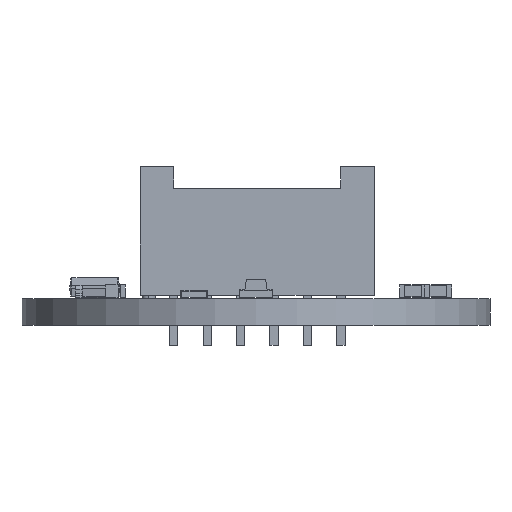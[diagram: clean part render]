
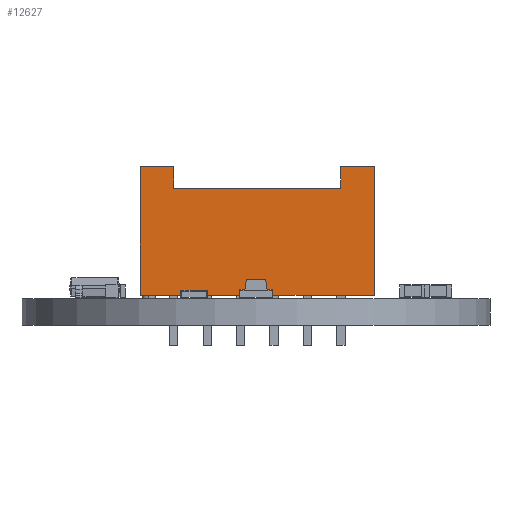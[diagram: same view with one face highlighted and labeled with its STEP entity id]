
A CAD part, front view. The second image highlights one B-rep face of the part: STEP entity #12627.
In plain terms, the highlighted face is planar.
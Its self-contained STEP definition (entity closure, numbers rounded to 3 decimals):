
#10033 = PLANE('',#10034);
#10034 = AXIS2_PLACEMENT_3D('',#10035,#10036,#10037);
#10035 = CARTESIAN_POINT('',(-7.,3.85,3.1));
#10036 = DIRECTION('',(0.,-1.,0.));
#10037 = DIRECTION('',(0.,0.,-1.));
#10116 = PLANE('',#10117);
#10117 = AXIS2_PLACEMENT_3D('',#10118,#10119,#10120);
#10118 = CARTESIAN_POINT('',(5.,2.55,-2.2));
#10119 = DIRECTION('',(1.,0.,0.));
#10120 = DIRECTION('',(0.,0.,-1.));
#10190 = PLANE('',#10191);
#10191 = AXIS2_PLACEMENT_3D('',#10192,#10193,#10194);
#10192 = CARTESIAN_POINT('',(-7.,3.85,3.1));
#10193 = DIRECTION('',(0.,-1.,0.));
#10194 = DIRECTION('',(0.,0.,-1.));
#10218 = PLANE('',#10219);
#10219 = AXIS2_PLACEMENT_3D('',#10220,#10221,#10222);
#10220 = CARTESIAN_POINT('',(-5.,2.55,-2.2));
#10221 = DIRECTION('',(-1.,0.,0.));
#10222 = DIRECTION('',(0.,0.,1.));
#10244 = PLANE('',#10245);
#10245 = AXIS2_PLACEMENT_3D('',#10246,#10247,#10248);
#10246 = CARTESIAN_POINT('',(-5.,2.55,-2.2));
#10247 = DIRECTION('',(0.,1.,0.));
#10248 = DIRECTION('',(0.,-0.,1.));
#11383 = PLANE('',#11384);
#11384 = AXIS2_PLACEMENT_3D('',#11385,#11386,#11387);
#11385 = CARTESIAN_POINT('',(7.,-3.85,3.1));
#11386 = DIRECTION('',(-1.,0.,0.));
#11387 = DIRECTION('',(0.,0.,1.));
#11551 = PLANE('',#11552);
#11552 = AXIS2_PLACEMENT_3D('',#11553,#11554,#11555);
#11553 = CARTESIAN_POINT('',(-7.,-3.85,3.1));
#11554 = DIRECTION('',(1.,0.,0.));
#11555 = DIRECTION('',(0.,0.,-1.));
#11638 = VERTEX_POINT('',#11639);
#11639 = CARTESIAN_POINT('',(7.,3.85,-2.2));
#11664 = VERTEX_POINT('',#11665);
#11665 = CARTESIAN_POINT('',(5.,3.85,-2.2));
#11686 = EDGE_CURVE('',#11638,#11664,#11687,.T.);
#11687 = SURFACE_CURVE('',#11688,(#11692,#11699),.PCURVE_S1.);
#11688 = LINE('',#11689,#11690);
#11689 = CARTESIAN_POINT('',(6.,3.85,-2.2));
#11690 = VECTOR('',#11691,1.);
#11691 = DIRECTION('',(-1.,0.,0.));
#11692 = PCURVE('',#10033,#11693);
#11693 = DEFINITIONAL_REPRESENTATION('',(#11694),#11698);
#11694 = LINE('',#11695,#11696);
#11695 = CARTESIAN_POINT('',(5.3,13.));
#11696 = VECTOR('',#11697,1.);
#11697 = DIRECTION('',(0.,-1.));
#11698 = ( GEOMETRIC_REPRESENTATION_CONTEXT(2) 
PARAMETRIC_REPRESENTATION_CONTEXT() REPRESENTATION_CONTEXT('2D SPACE',''
  ) );
#11699 = PCURVE('',#11700,#11705);
#11700 = PLANE('',#11701);
#11701 = AXIS2_PLACEMENT_3D('',#11702,#11703,#11704);
#11702 = CARTESIAN_POINT('',(-7.,3.85,-2.2));
#11703 = DIRECTION('',(0.,0.,-1.));
#11704 = DIRECTION('',(-1.,0.,0.));
#11705 = DEFINITIONAL_REPRESENTATION('',(#11706),#11710);
#11706 = LINE('',#11707,#11708);
#11707 = CARTESIAN_POINT('',(-13.,0.));
#11708 = VECTOR('',#11709,1.);
#11709 = DIRECTION('',(1.,0.));
#11710 = ( GEOMETRIC_REPRESENTATION_CONTEXT(2) 
PARAMETRIC_REPRESENTATION_CONTEXT() REPRESENTATION_CONTEXT('2D SPACE',''
  ) );
#11716 = VERTEX_POINT('',#11717);
#11717 = CARTESIAN_POINT('',(-5.,2.55,-2.2));
#11740 = VERTEX_POINT('',#11741);
#11741 = CARTESIAN_POINT('',(5.,2.55,-2.2));
#11762 = EDGE_CURVE('',#11740,#11716,#11763,.T.);
#11763 = SURFACE_CURVE('',#11764,(#11768,#11775),.PCURVE_S1.);
#11764 = LINE('',#11765,#11766);
#11765 = CARTESIAN_POINT('',(0.,2.55,-2.2));
#11766 = VECTOR('',#11767,1.);
#11767 = DIRECTION('',(-1.,0.,0.));
#11768 = PCURVE('',#10244,#11769);
#11769 = DEFINITIONAL_REPRESENTATION('',(#11770),#11774);
#11770 = LINE('',#11771,#11772);
#11771 = CARTESIAN_POINT('',(0.,5.));
#11772 = VECTOR('',#11773,1.);
#11773 = DIRECTION('',(0.,-1.));
#11774 = ( GEOMETRIC_REPRESENTATION_CONTEXT(2) 
PARAMETRIC_REPRESENTATION_CONTEXT() REPRESENTATION_CONTEXT('2D SPACE',''
  ) );
#11775 = PCURVE('',#11700,#11776);
#11776 = DEFINITIONAL_REPRESENTATION('',(#11777),#11781);
#11777 = LINE('',#11778,#11779);
#11778 = CARTESIAN_POINT('',(-7.,-1.3));
#11779 = VECTOR('',#11780,1.);
#11780 = DIRECTION('',(1.,0.));
#11781 = ( GEOMETRIC_REPRESENTATION_CONTEXT(2) 
PARAMETRIC_REPRESENTATION_CONTEXT() REPRESENTATION_CONTEXT('2D SPACE',''
  ) );
#11786 = EDGE_CURVE('',#11716,#11787,#11789,.T.);
#11787 = VERTEX_POINT('',#11788);
#11788 = CARTESIAN_POINT('',(-5.,3.85,-2.2));
#11789 = SURFACE_CURVE('',#11790,(#11794,#11801),.PCURVE_S1.);
#11790 = LINE('',#11791,#11792);
#11791 = CARTESIAN_POINT('',(-5.,3.2,-2.2));
#11792 = VECTOR('',#11793,1.);
#11793 = DIRECTION('',(0.,1.,0.));
#11794 = PCURVE('',#10218,#11795);
#11795 = DEFINITIONAL_REPRESENTATION('',(#11796),#11800);
#11796 = LINE('',#11797,#11798);
#11797 = CARTESIAN_POINT('',(0.,0.65));
#11798 = VECTOR('',#11799,1.);
#11799 = DIRECTION('',(0.,1.));
#11800 = ( GEOMETRIC_REPRESENTATION_CONTEXT(2) 
PARAMETRIC_REPRESENTATION_CONTEXT() REPRESENTATION_CONTEXT('2D SPACE',''
  ) );
#11801 = PCURVE('',#11700,#11802);
#11802 = DEFINITIONAL_REPRESENTATION('',(#11803),#11807);
#11803 = LINE('',#11804,#11805);
#11804 = CARTESIAN_POINT('',(-2.,-0.65));
#11805 = VECTOR('',#11806,1.);
#11806 = DIRECTION('',(0.,1.));
#11807 = ( GEOMETRIC_REPRESENTATION_CONTEXT(2) 
PARAMETRIC_REPRESENTATION_CONTEXT() REPRESENTATION_CONTEXT('2D SPACE',''
  ) );
#11860 = VERTEX_POINT('',#11861);
#11861 = CARTESIAN_POINT('',(-7.,3.85,-2.2));
#11882 = EDGE_CURVE('',#11787,#11860,#11883,.T.);
#11883 = SURFACE_CURVE('',#11884,(#11888,#11895),.PCURVE_S1.);
#11884 = LINE('',#11885,#11886);
#11885 = CARTESIAN_POINT('',(-6.,3.85,-2.2));
#11886 = VECTOR('',#11887,1.);
#11887 = DIRECTION('',(-1.,0.,0.));
#11888 = PCURVE('',#10190,#11889);
#11889 = DEFINITIONAL_REPRESENTATION('',(#11890),#11894);
#11890 = LINE('',#11891,#11892);
#11891 = CARTESIAN_POINT('',(5.3,1.));
#11892 = VECTOR('',#11893,1.);
#11893 = DIRECTION('',(0.,-1.));
#11894 = ( GEOMETRIC_REPRESENTATION_CONTEXT(2) 
PARAMETRIC_REPRESENTATION_CONTEXT() REPRESENTATION_CONTEXT('2D SPACE',''
  ) );
#11895 = PCURVE('',#11700,#11896);
#11896 = DEFINITIONAL_REPRESENTATION('',(#11897),#11901);
#11897 = LINE('',#11898,#11899);
#11898 = CARTESIAN_POINT('',(-1.,0.));
#11899 = VECTOR('',#11900,1.);
#11900 = DIRECTION('',(1.,0.));
#11901 = ( GEOMETRIC_REPRESENTATION_CONTEXT(2) 
PARAMETRIC_REPRESENTATION_CONTEXT() REPRESENTATION_CONTEXT('2D SPACE',''
  ) );
#11909 = EDGE_CURVE('',#11740,#11664,#11910,.T.);
#11910 = SURFACE_CURVE('',#11911,(#11915,#11922),.PCURVE_S1.);
#11911 = LINE('',#11912,#11913);
#11912 = CARTESIAN_POINT('',(5.,3.2,-2.2));
#11913 = VECTOR('',#11914,1.);
#11914 = DIRECTION('',(0.,1.,0.));
#11915 = PCURVE('',#10116,#11916);
#11916 = DEFINITIONAL_REPRESENTATION('',(#11917),#11921);
#11917 = LINE('',#11918,#11919);
#11918 = CARTESIAN_POINT('',(0.,0.65));
#11919 = VECTOR('',#11920,1.);
#11920 = DIRECTION('',(0.,1.));
#11921 = ( GEOMETRIC_REPRESENTATION_CONTEXT(2) 
PARAMETRIC_REPRESENTATION_CONTEXT() REPRESENTATION_CONTEXT('2D SPACE',''
  ) );
#11922 = PCURVE('',#11700,#11923);
#11923 = DEFINITIONAL_REPRESENTATION('',(#11924),#11928);
#11924 = LINE('',#11925,#11926);
#11925 = CARTESIAN_POINT('',(-12.,-0.65));
#11926 = VECTOR('',#11927,1.);
#11927 = DIRECTION('',(0.,1.));
#11928 = ( GEOMETRIC_REPRESENTATION_CONTEXT(2) 
PARAMETRIC_REPRESENTATION_CONTEXT() REPRESENTATION_CONTEXT('2D SPACE',''
  ) );
#11997 = EDGE_CURVE('',#11860,#11998,#12000,.T.);
#11998 = VERTEX_POINT('',#11999);
#11999 = CARTESIAN_POINT('',(-7.,-3.85,-2.2));
#12000 = SURFACE_CURVE('',#12001,(#12005,#12012),.PCURVE_S1.);
#12001 = LINE('',#12002,#12003);
#12002 = CARTESIAN_POINT('',(-7.,0.,-2.2));
#12003 = VECTOR('',#12004,1.);
#12004 = DIRECTION('',(0.,-1.,0.));
#12005 = PCURVE('',#11551,#12006);
#12006 = DEFINITIONAL_REPRESENTATION('',(#12007),#12011);
#12007 = LINE('',#12008,#12009);
#12008 = CARTESIAN_POINT('',(5.3,3.85));
#12009 = VECTOR('',#12010,1.);
#12010 = DIRECTION('',(0.,-1.));
#12011 = ( GEOMETRIC_REPRESENTATION_CONTEXT(2) 
PARAMETRIC_REPRESENTATION_CONTEXT() REPRESENTATION_CONTEXT('2D SPACE',''
  ) );
#12012 = PCURVE('',#11700,#12013);
#12013 = DEFINITIONAL_REPRESENTATION('',(#12014),#12018);
#12014 = LINE('',#12015,#12016);
#12015 = CARTESIAN_POINT('',(0.,-3.85));
#12016 = VECTOR('',#12017,1.);
#12017 = DIRECTION('',(0.,-1.));
#12018 = ( GEOMETRIC_REPRESENTATION_CONTEXT(2) 
PARAMETRIC_REPRESENTATION_CONTEXT() REPRESENTATION_CONTEXT('2D SPACE',''
  ) );
#12111 = PLANE('',#12112);
#12112 = AXIS2_PLACEMENT_3D('',#12113,#12114,#12115);
#12113 = CARTESIAN_POINT('',(-7.,-3.85,3.1));
#12114 = DIRECTION('',(0.,1.,0.));
#12115 = DIRECTION('',(0.,-0.,1.));
#12562 = EDGE_CURVE('',#12563,#11638,#12565,.T.);
#12563 = VERTEX_POINT('',#12564);
#12564 = CARTESIAN_POINT('',(7.,-3.85,-2.2));
#12565 = SURFACE_CURVE('',#12566,(#12570,#12577),.PCURVE_S1.);
#12566 = LINE('',#12567,#12568);
#12567 = CARTESIAN_POINT('',(7.,0.,-2.2));
#12568 = VECTOR('',#12569,1.);
#12569 = DIRECTION('',(0.,1.,0.));
#12570 = PCURVE('',#11383,#12571);
#12571 = DEFINITIONAL_REPRESENTATION('',(#12572),#12576);
#12572 = LINE('',#12573,#12574);
#12573 = CARTESIAN_POINT('',(-5.3,3.85));
#12574 = VECTOR('',#12575,1.);
#12575 = DIRECTION('',(0.,1.));
#12576 = ( GEOMETRIC_REPRESENTATION_CONTEXT(2) 
PARAMETRIC_REPRESENTATION_CONTEXT() REPRESENTATION_CONTEXT('2D SPACE',''
  ) );
#12577 = PCURVE('',#11700,#12578);
#12578 = DEFINITIONAL_REPRESENTATION('',(#12579),#12583);
#12579 = LINE('',#12580,#12581);
#12580 = CARTESIAN_POINT('',(-14.,-3.85));
#12581 = VECTOR('',#12582,1.);
#12582 = DIRECTION('',(0.,1.));
#12583 = ( GEOMETRIC_REPRESENTATION_CONTEXT(2) 
PARAMETRIC_REPRESENTATION_CONTEXT() REPRESENTATION_CONTEXT('2D SPACE',''
  ) );
#12627 = ADVANCED_FACE('',(#12628),#11700,.T.);
#12628 = FACE_BOUND('',#12629,.T.);
#12629 = EDGE_LOOP('',(#12630,#12631,#12632,#12633,#12634,#12635,#12656,
    #12657));
#12630 = ORIENTED_EDGE('',*,*,#11786,.F.);
#12631 = ORIENTED_EDGE('',*,*,#11762,.F.);
#12632 = ORIENTED_EDGE('',*,*,#11909,.T.);
#12633 = ORIENTED_EDGE('',*,*,#11686,.F.);
#12634 = ORIENTED_EDGE('',*,*,#12562,.F.);
#12635 = ORIENTED_EDGE('',*,*,#12636,.F.);
#12636 = EDGE_CURVE('',#11998,#12563,#12637,.T.);
#12637 = SURFACE_CURVE('',#12638,(#12642,#12649),.PCURVE_S1.);
#12638 = LINE('',#12639,#12640);
#12639 = CARTESIAN_POINT('',(0.,-3.85,-2.2));
#12640 = VECTOR('',#12641,1.);
#12641 = DIRECTION('',(1.,0.,0.));
#12642 = PCURVE('',#11700,#12643);
#12643 = DEFINITIONAL_REPRESENTATION('',(#12644),#12648);
#12644 = LINE('',#12645,#12646);
#12645 = CARTESIAN_POINT('',(-7.,-7.7));
#12646 = VECTOR('',#12647,1.);
#12647 = DIRECTION('',(-1.,0.));
#12648 = ( GEOMETRIC_REPRESENTATION_CONTEXT(2) 
PARAMETRIC_REPRESENTATION_CONTEXT() REPRESENTATION_CONTEXT('2D SPACE',''
  ) );
#12649 = PCURVE('',#12111,#12650);
#12650 = DEFINITIONAL_REPRESENTATION('',(#12651),#12655);
#12651 = LINE('',#12652,#12653);
#12652 = CARTESIAN_POINT('',(-5.3,7.));
#12653 = VECTOR('',#12654,1.);
#12654 = DIRECTION('',(0.,1.));
#12655 = ( GEOMETRIC_REPRESENTATION_CONTEXT(2) 
PARAMETRIC_REPRESENTATION_CONTEXT() REPRESENTATION_CONTEXT('2D SPACE',''
  ) );
#12656 = ORIENTED_EDGE('',*,*,#11997,.F.);
#12657 = ORIENTED_EDGE('',*,*,#11882,.F.);
